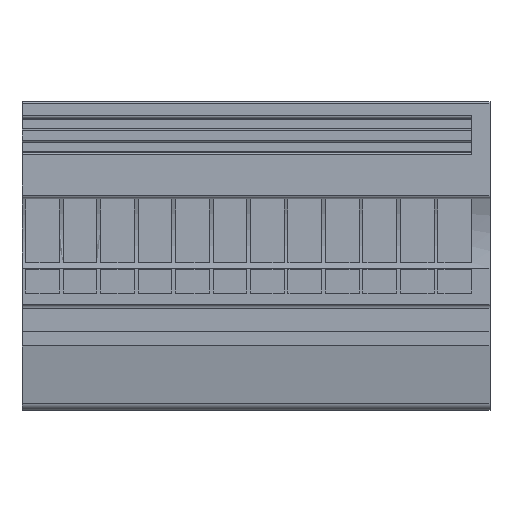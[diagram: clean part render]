
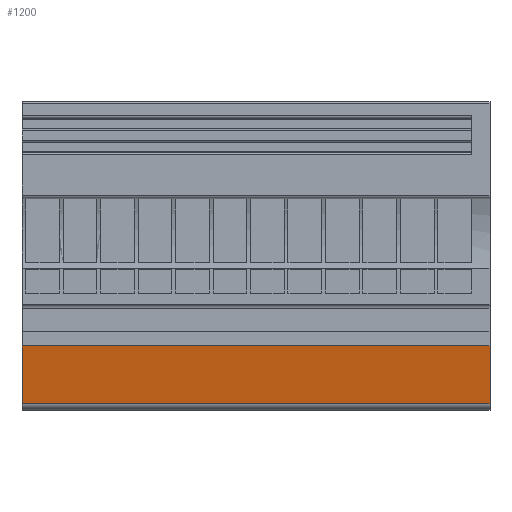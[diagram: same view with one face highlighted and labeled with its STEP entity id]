
A CAD part, front view. The second image highlights one B-rep face of the part: STEP entity #1200.
In plain terms, the highlighted planar face has unit normal (0, -0.985, -0.174).
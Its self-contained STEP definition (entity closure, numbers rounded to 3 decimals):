
#1173=AXIS2_PLACEMENT_3D('Plane Axis2P3D',#1170,#1171,#1172) ;
#1148=CARTESIAN_POINT('Vertex',(0.,1.7,8.751)) ;
#1151=CARTESIAN_POINT('Line Origine',(31.85,1.7,8.751)) ;
#1155=CARTESIAN_POINT('Vertex',(63.7,1.7,8.751)) ;
#1170=CARTESIAN_POINT('Axis2P3D Location',(63.7,1.7,8.751)) ;
#1175=CARTESIAN_POINT('Line Origine',(0.,2.391,4.83)) ;
#1179=CARTESIAN_POINT('Vertex',(0.,3.083,0.909)) ;
#1182=CARTESIAN_POINT('Line Origine',(31.85,3.083,0.909)) ;
#1186=CARTESIAN_POINT('Vertex',(63.7,3.083,0.909)) ;
#1189=CARTESIAN_POINT('Line Origine',(63.7,2.391,4.83)) ;
#1152=DIRECTION('Vector Direction',(-1.,0.,0.)) ;
#1171=DIRECTION('Axis2P3D Direction',(-0.,0.985,0.174)) ;
#1172=DIRECTION('Axis2P3D XDirection',(0.,-0.174,0.985)) ;
#1176=DIRECTION('Vector Direction',(0.,0.174,-0.985)) ;
#1183=DIRECTION('Vector Direction',(1.,0.,0.)) ;
#1190=DIRECTION('Vector Direction',(0.,0.174,-0.985)) ;
#1153=VECTOR('Line Direction',#1152,1.) ;
#1177=VECTOR('Line Direction',#1176,1.) ;
#1184=VECTOR('Line Direction',#1183,1.) ;
#1191=VECTOR('Line Direction',#1190,1.) ;
#1195=ORIENTED_EDGE('',*,*,#1181,.T.) ;
#1196=ORIENTED_EDGE('',*,*,#1188,.F.) ;
#1197=ORIENTED_EDGE('',*,*,#1193,.F.) ;
#1198=ORIENTED_EDGE('',*,*,#1157,.T.) ;
#1200=ADVANCED_FACE('V1',(#1199),#1174,.F.) ;
#1157=EDGE_CURVE('',#1156,#1149,#1154,.T.) ;
#1181=EDGE_CURVE('',#1149,#1180,#1178,.T.) ;
#1188=EDGE_CURVE('',#1187,#1180,#1185,.F.) ;
#1193=EDGE_CURVE('',#1156,#1187,#1192,.T.) ;
#1194=EDGE_LOOP('',(#1195,#1196,#1197,#1198)) ;
#1199=FACE_OUTER_BOUND('',#1194,.T.) ;
#1154=LINE('Line',#1151,#1153) ;
#1178=LINE('Line',#1175,#1177) ;
#1185=LINE('Line',#1182,#1184) ;
#1192=LINE('Line',#1189,#1191) ;
#1174=PLANE('',#1173) ;
#1149=VERTEX_POINT('',#1148) ;
#1156=VERTEX_POINT('',#1155) ;
#1180=VERTEX_POINT('',#1179) ;
#1187=VERTEX_POINT('',#1186) ;
